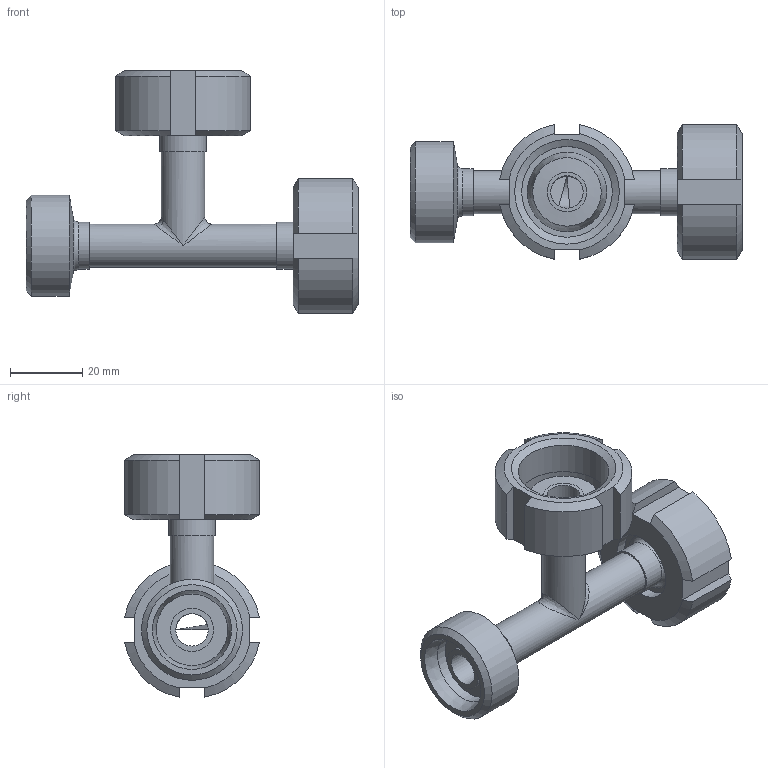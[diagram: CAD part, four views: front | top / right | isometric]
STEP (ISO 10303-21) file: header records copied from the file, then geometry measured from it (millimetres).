
FILE_DESCRIPTION((''),'2;1');
FILE_NAME('45660010X.stp','2010-08-16T16:48:39',('thilbrands'),(''),'Autodesk Inventor 2008','Autodesk Inventor 2008','');
FILE_SCHEMA(('AUTOMOTIVE_DESIGN { 1 0 10303 214 1 1 1 1 }'));
Length unit declared in the file: millimetre
Products named in the file (5): 456600101; 411100101-DN10; 113040101-DN10; 114040101-DN10; 110000106-DN10
Assembly tree (6 placements, depth 2):
  456600101
    411100101-DN10
    113040101-DN10
    114040101-DN10  x2
    110000106-DN10  x2
Bounding box: 92 x 37.35 x 67.17 mm (x, y, z)
Volume: 32493.4 mm3; surface area: 21910.5 mm2
Topology: 6 solids, 6 shells, 104 faces, 246 edges, 151 vertices
Faces by surface type: plane 43, cylinder 27, cone 27, bspline 7
Full cylindrical faces by diameter (mm): 9 x5, 12 x3, 13 x3, 19 x2, 19.8 x1, 25.14 x2, 28 x1, 28.4 x2
Entity records: 2661 total; most frequent: CARTESIAN_POINT 1222, DIRECTION 286, ORIENTED_EDGE 228, AXIS2_PLACEMENT_3D 123, EDGE_CURVE 114, EDGE_LOOP 102, VERTEX_POINT 86, FACE_OUTER_BOUND 64
